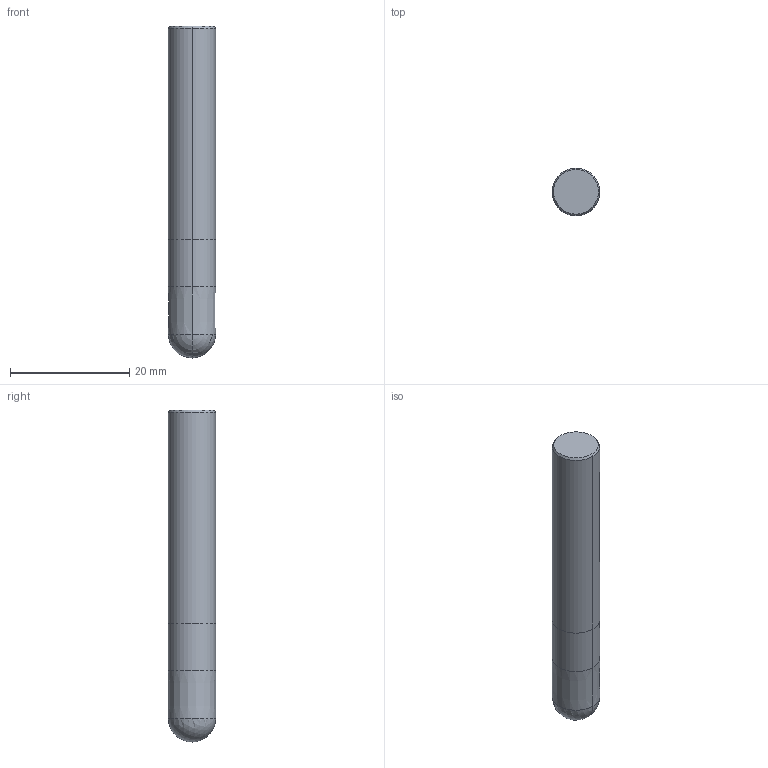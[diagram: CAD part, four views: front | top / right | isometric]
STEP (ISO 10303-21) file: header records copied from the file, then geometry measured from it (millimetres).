
FILE_DESCRIPTION(('no description'),'unknown implementation level');
FILE_NAME('solidO4gPCpC3tF2w12E819A_OdJwuX4_1.STP',' ',('CIMSOURCE GmbH'),('CADClick - KiM GmbH - www.kimweb.de'),'unknown preprocess','ACIS','unknown authorization');
FILE_SCHEMA(('automotive_design'));
Length unit declared in the file: millimetre
Products named in the file (2): 1; 2
Bounding box: 7.95 x 7.95 x 55.6 mm (x, y, z)
Volume: 2690.4 mm3; surface area: 1532.2 mm2
Topology: 2 solids, 2 shells, 16 faces, 31 edges, 16 vertices
Faces by surface type: cone 6, cylinder 4, plane 4, sphere 2
Entity records: 788 total; most frequent: DIRECTION 88, CARTESIAN_POINT 65, STYLED_ITEM 61, PRESENTATION_STYLE_ASSIGNMENT 61, COLOUR_RGB 61, ORIENTED_EDGE 54, AXIS2_PLACEMENT_3D 39, EDGE_CURVE 27
